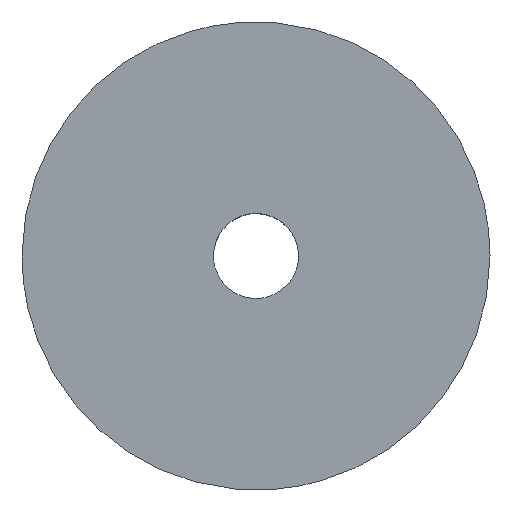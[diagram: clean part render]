
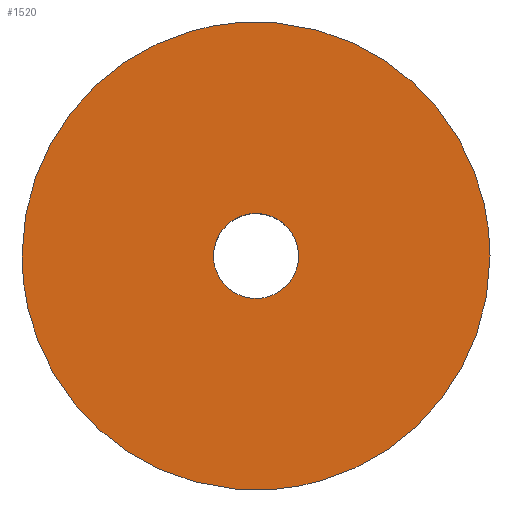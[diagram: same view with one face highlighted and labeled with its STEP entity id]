
A CAD part, top view. The second image highlights one B-rep face of the part: STEP entity #1520.
In plain terms, the highlighted free-form (B-spline) face has degree [1, 1] with [2, 2] control points.
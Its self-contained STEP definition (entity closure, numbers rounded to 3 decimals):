
#553=CARTESIAN_POINT('',(0.122,-1.996,14.0));
#554=VERTEX_POINT('',#553);
#560=CARTESIAN_POINT('',(2.0,0.0,14.0));
#561=VERTEX_POINT('',#560);
#562=CARTESIAN_POINT('',(2.0,0.0,14.0));
#563=CARTESIAN_POINT('',(2.,-1.881,14.));
#564=CARTESIAN_POINT('',(0.122,-1.996,14.));
#572=(BOUNDED_CURVE()B_SPLINE_CURVE(2,(#562,#563,#564),.UNSPECIFIED.,.F.,.U.)B_SPLINE_CURVE_WITH_KNOTS((3,3),(0.5,0.739),.UNSPECIFIED.)CURVE()GEOMETRIC_REPRESENTATION_ITEM()RATIONAL_B_SPLINE_CURVE((1.0,0.72,0.976))REPRESENTATION_ITEM(''));
#573=EDGE_CURVE('',#561,#554,#572,.T.);
#575=CARTESIAN_POINT('',(-0.236,1.986,14.0));
#576=VERTEX_POINT('',#575);
#577=CARTESIAN_POINT('',(-0.236,1.986,14.));
#578=CARTESIAN_POINT('',(-0.118,2.,14.));
#579=CARTESIAN_POINT('',(0.0,2.0,14.0));
#580=CARTESIAN_POINT('',(2.,2.,14.));
#581=CARTESIAN_POINT('',(2.0,0.0,14.0));
#589=(BOUNDED_CURVE()B_SPLINE_CURVE(2,(#577,#578,#579,#580,#581),.UNSPECIFIED.,.F.,.U.)B_SPLINE_CURVE_WITH_KNOTS((3,2,3),(0.23,0.25,0.5),.UNSPECIFIED.)CURVE()GEOMETRIC_REPRESENTATION_ITEM()RATIONAL_B_SPLINE_CURVE((0.956,0.976,1.0,0.707,1.0))REPRESENTATION_ITEM(''));
#590=EDGE_CURVE('',#576,#561,#589,.T.);
#634=CARTESIAN_POINT('',(-2.0,0.0,14.0));
#635=VERTEX_POINT('',#634);
#636=CARTESIAN_POINT('',(-2.0,0.0,14.0));
#637=CARTESIAN_POINT('',(-2.,1.776,14.));
#638=CARTESIAN_POINT('',(-0.236,1.986,14.0));
#646=(BOUNDED_CURVE()B_SPLINE_CURVE(2,(#636,#637,#638),.UNSPECIFIED.,.F.,.U.)B_SPLINE_CURVE_WITH_KNOTS((3,3),(0.0,0.23),.UNSPECIFIED.)CURVE()GEOMETRIC_REPRESENTATION_ITEM()RATIONAL_B_SPLINE_CURVE((1.0,0.731,0.956))REPRESENTATION_ITEM(''));
#647=EDGE_CURVE('',#635,#576,#646,.T.);
#649=CARTESIAN_POINT('',(0.122,-1.996,14.));
#650=CARTESIAN_POINT('',(0.061,-2.0,14.));
#651=CARTESIAN_POINT('',(0.0,-2.0,14.0));
#652=CARTESIAN_POINT('',(-2.,-2.,14.));
#653=CARTESIAN_POINT('',(-2.0,0.0,14.0));
#661=(BOUNDED_CURVE()B_SPLINE_CURVE(2,(#649,#650,#651,#652,#653),.UNSPECIFIED.,.F.,.U.)B_SPLINE_CURVE_WITH_KNOTS((3,2,3),(0.739,0.75,1.0),.UNSPECIFIED.)CURVE()GEOMETRIC_REPRESENTATION_ITEM()RATIONAL_B_SPLINE_CURVE((0.976,0.988,1.0,0.707,1.0))REPRESENTATION_ITEM(''));
#662=EDGE_CURVE('',#554,#635,#661,.T.);
#1301=CARTESIAN_POINT('',(0.863,-10.966,14.));
#1302=VERTEX_POINT('',#1301);
#1308=CARTESIAN_POINT('',(-11.0,0.0,14.0));
#1309=VERTEX_POINT('',#1308);
#1310=CARTESIAN_POINT('',(0.863,-10.966,14.));
#1311=CARTESIAN_POINT('',(0.432,-11.,14.));
#1312=CARTESIAN_POINT('',(0.,-11.,14.));
#1313=CARTESIAN_POINT('',(-11.,-11.,14.));
#1314=CARTESIAN_POINT('',(-11.0,0.0,14.0));
#1322=(BOUNDED_CURVE()B_SPLINE_CURVE(2,(#1310,#1311,#1312,#1313,#1314),.UNSPECIFIED.,.F.,.U.)B_SPLINE_CURVE_WITH_KNOTS((3,2,3),(0.736,0.75,1.0),.UNSPECIFIED.)CURVE()GEOMETRIC_REPRESENTATION_ITEM()RATIONAL_B_SPLINE_CURVE((0.97,0.984,1.0,0.707,1.0))REPRESENTATION_ITEM(''));
#1323=EDGE_CURVE('',#1302,#1309,#1322,.T.);
#1325=CARTESIAN_POINT('',(-0.863,10.966,14.));
#1326=VERTEX_POINT('',#1325);
#1327=CARTESIAN_POINT('',(-11.0,0.0,14.0));
#1328=CARTESIAN_POINT('',(-11.,10.168,14.));
#1329=CARTESIAN_POINT('',(-0.863,10.966,14.));
#1337=(BOUNDED_CURVE()B_SPLINE_CURVE(2,(#1327,#1328,#1329),.UNSPECIFIED.,.F.,.U.)B_SPLINE_CURVE_WITH_KNOTS((3,3),(0.0,0.236),.UNSPECIFIED.)CURVE()GEOMETRIC_REPRESENTATION_ITEM()RATIONAL_B_SPLINE_CURVE((1.0,0.723,0.97))REPRESENTATION_ITEM(''));
#1338=EDGE_CURVE('',#1309,#1326,#1337,.T.);
#1384=CARTESIAN_POINT('',(11.0,0.0,14.0));
#1385=VERTEX_POINT('',#1384);
#1386=CARTESIAN_POINT('',(-0.863,10.966,14.));
#1387=CARTESIAN_POINT('',(-0.432,11.,14.));
#1388=CARTESIAN_POINT('',(0.,11.,14.));
#1389=CARTESIAN_POINT('',(11.,11.,14.));
#1390=CARTESIAN_POINT('',(11.0,0.0,14.0));
#1398=(BOUNDED_CURVE()B_SPLINE_CURVE(2,(#1386,#1387,#1388,#1389,#1390),.UNSPECIFIED.,.F.,.U.)B_SPLINE_CURVE_WITH_KNOTS((3,2,3),(0.236,0.25,0.5),.UNSPECIFIED.)CURVE()GEOMETRIC_REPRESENTATION_ITEM()RATIONAL_B_SPLINE_CURVE((0.97,0.984,1.0,0.707,1.0))REPRESENTATION_ITEM(''));
#1399=EDGE_CURVE('',#1326,#1385,#1398,.T.);
#1401=CARTESIAN_POINT('',(11.0,0.0,14.0));
#1402=CARTESIAN_POINT('',(11.,-10.168,14.));
#1403=CARTESIAN_POINT('',(0.863,-10.966,14.));
#1411=(BOUNDED_CURVE()B_SPLINE_CURVE(2,(#1401,#1402,#1403),.UNSPECIFIED.,.F.,.U.)B_SPLINE_CURVE_WITH_KNOTS((3,3),(0.5,0.736),.UNSPECIFIED.)CURVE()GEOMETRIC_REPRESENTATION_ITEM()RATIONAL_B_SPLINE_CURVE((1.0,0.723,0.97))REPRESENTATION_ITEM(''));
#1412=EDGE_CURVE('',#1385,#1302,#1411,.T.);
#1503=CARTESIAN_POINT('',(12.099,-12.096,14.0));
#1504=CARTESIAN_POINT('',(-12.099,-12.096,14.0));
#1505=CARTESIAN_POINT('',(12.099,12.096,14.0));
#1506=CARTESIAN_POINT('',(-12.099,12.096,14.0));
#1507=B_SPLINE_SURFACE_WITH_KNOTS('',1,1,((#1503,#1505),(#1504,#1506)),.UNSPECIFIED.,.F.,.F.,.U.,(2,2),(2,2),(0.0,24.198),(0.0,24.191),.UNSPECIFIED.);
#1508=ORIENTED_EDGE('',*,*,#1323,.F.);
#1509=ORIENTED_EDGE('',*,*,#1412,.F.);
#1510=ORIENTED_EDGE('',*,*,#1399,.F.);
#1511=ORIENTED_EDGE('',*,*,#1338,.F.);
#1512=EDGE_LOOP('',(#1508,#1509,#1510,#1511));
#1513=FACE_OUTER_BOUND('',#1512,.T.);
#1514=ORIENTED_EDGE('',*,*,#573,.T.);
#1515=ORIENTED_EDGE('',*,*,#662,.T.);
#1516=ORIENTED_EDGE('',*,*,#647,.T.);
#1517=ORIENTED_EDGE('',*,*,#590,.T.);
#1518=EDGE_LOOP('',(#1514,#1515,#1516,#1517));
#1519=FACE_BOUND('',#1518,.T.);
#1520=ADVANCED_FACE('',(#1513,#1519),#1507,.F.);
